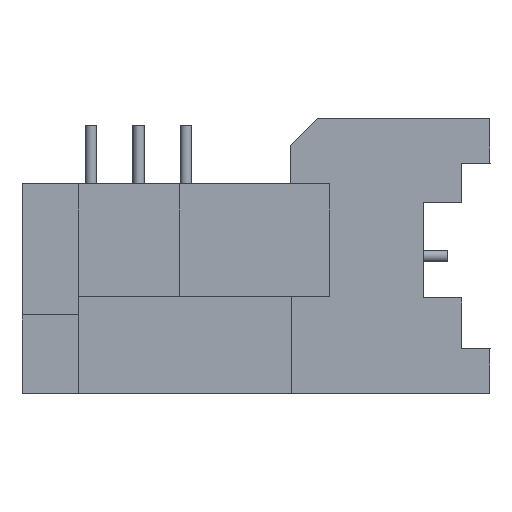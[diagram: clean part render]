
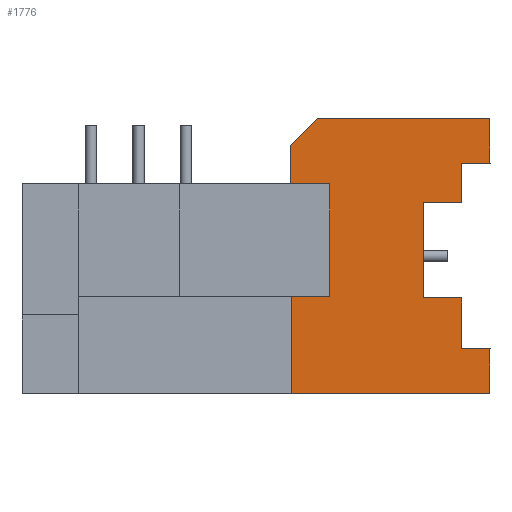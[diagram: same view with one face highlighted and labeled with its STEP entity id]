
A CAD part, left-side view. The second image highlights one B-rep face of the part: STEP entity #1776.
In plain terms, the highlighted planar face has unit normal (-1, 0, 0).
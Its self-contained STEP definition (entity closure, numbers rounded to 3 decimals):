
#1406=FACE_OUTER_BOUND('',#4163,.T.);
#1776=ADVANCED_FACE('',(#1406),#2063,.T.);
#2063=PLANE('',#8302);
#2400=LINE('',#11109,#3096);
#2410=LINE('',#11130,#3106);
#2413=LINE('',#11136,#3109);
#2587=LINE('',#11530,#3283);
#2706=LINE('',#11807,#3402);
#2708=LINE('',#11811,#3404);
#2709=LINE('',#11813,#3405);
#2711=LINE('',#11817,#3407);
#2712=LINE('',#11819,#3408);
#2713=LINE('',#11821,#3409);
#2714=LINE('',#11823,#3410);
#2715=LINE('',#11825,#3411);
#2716=LINE('',#11827,#3412);
#2717=LINE('',#11829,#3413);
#2718=LINE('',#11831,#3414);
#2719=LINE('',#11833,#3415);
#2720=LINE('',#11835,#3416);
#3096=VECTOR('',#9341,1.);
#3106=VECTOR('',#9353,1.);
#3109=VECTOR('',#9358,1.);
#3283=VECTOR('',#9702,1.);
#3402=VECTOR('',#9959,1.);
#3404=VECTOR('',#9963,1.);
#3405=VECTOR('',#9966,1.);
#3407=VECTOR('',#9970,1.);
#3408=VECTOR('',#9973,1.);
#3409=VECTOR('',#9974,1.);
#3410=VECTOR('',#9975,1.);
#3411=VECTOR('',#9976,1.);
#3412=VECTOR('',#9977,1.);
#3413=VECTOR('',#9978,1.);
#3414=VECTOR('',#9979,1.);
#3415=VECTOR('',#9980,1.);
#3416=VECTOR('',#9981,1.);
#4163=EDGE_LOOP('',(#5696,#5697,#5698,#5699,#5700,#5701,#5702,#5703,#5704,
#5705,#5706,#5707,#5708,#5709,#5710,#5711,#5712));
#5696=ORIENTED_EDGE('',*,*,#7354,.T.);
#5697=ORIENTED_EDGE('',*,*,#7210,.T.);
#5698=ORIENTED_EDGE('',*,*,#7355,.T.);
#5699=ORIENTED_EDGE('',*,*,#7356,.T.);
#5700=ORIENTED_EDGE('',*,*,#7357,.T.);
#5701=ORIENTED_EDGE('',*,*,#7358,.T.);
#5702=ORIENTED_EDGE('',*,*,#7359,.T.);
#5703=ORIENTED_EDGE('',*,*,#7360,.T.);
#5704=ORIENTED_EDGE('',*,*,#7361,.T.);
#5705=ORIENTED_EDGE('',*,*,#7362,.T.);
#5706=ORIENTED_EDGE('',*,*,#7363,.T.);
#5707=ORIENTED_EDGE('',*,*,#7003,.T.);
#5708=ORIENTED_EDGE('',*,*,#7013,.T.);
#5709=ORIENTED_EDGE('',*,*,#7016,.T.);
#5710=ORIENTED_EDGE('',*,*,#7349,.T.);
#5711=ORIENTED_EDGE('',*,*,#7351,.F.);
#5712=ORIENTED_EDGE('',*,*,#7352,.T.);
#6288=VERTEX_POINT('',#11110);
#6289=VERTEX_POINT('',#11111);
#6297=VERTEX_POINT('',#11129);
#6299=VERTEX_POINT('',#11135);
#6434=VERTEX_POINT('',#11529);
#6435=VERTEX_POINT('',#11531);
#6523=VERTEX_POINT('',#11806);
#6524=VERTEX_POINT('',#11810);
#6525=VERTEX_POINT('',#11814);
#6526=VERTEX_POINT('',#11820);
#6527=VERTEX_POINT('',#11822);
#6528=VERTEX_POINT('',#11824);
#6529=VERTEX_POINT('',#11826);
#6530=VERTEX_POINT('',#11828);
#6531=VERTEX_POINT('',#11830);
#6532=VERTEX_POINT('',#11832);
#6533=VERTEX_POINT('',#11834);
#7003=EDGE_CURVE('',#6288,#6289,#2400,.T.);
#7013=EDGE_CURVE('',#6289,#6297,#2410,.T.);
#7016=EDGE_CURVE('',#6297,#6299,#2413,.T.);
#7210=EDGE_CURVE('',#6435,#6434,#2587,.T.);
#7349=EDGE_CURVE('',#6299,#6523,#2706,.T.);
#7351=EDGE_CURVE('',#6524,#6523,#2708,.T.);
#7352=EDGE_CURVE('',#6524,#6525,#2709,.T.);
#7354=EDGE_CURVE('',#6525,#6435,#2711,.T.);
#7355=EDGE_CURVE('',#6434,#6526,#2712,.T.);
#7356=EDGE_CURVE('',#6526,#6527,#2713,.T.);
#7357=EDGE_CURVE('',#6527,#6528,#2714,.T.);
#7358=EDGE_CURVE('',#6528,#6529,#2715,.T.);
#7359=EDGE_CURVE('',#6529,#6530,#2716,.T.);
#7360=EDGE_CURVE('',#6530,#6531,#2717,.T.);
#7361=EDGE_CURVE('',#6531,#6532,#2718,.T.);
#7362=EDGE_CURVE('',#6532,#6533,#2719,.T.);
#7363=EDGE_CURVE('',#6533,#6288,#2720,.T.);
#8302=AXIS2_PLACEMENT_3D('',#11836,#9982,#9983);
#9341=DIRECTION('',(0.,1.,0.));
#9353=DIRECTION('',(0.,0.707,-0.707));
#9358=DIRECTION('',(0.,0.,-1.));
#9702=DIRECTION('',(0.,-1.,0.));
#9959=DIRECTION('',(0.,-1.,0.));
#9963=DIRECTION('',(0.,0.,1.));
#9966=DIRECTION('',(0.,1.,0.));
#9970=DIRECTION('',(0.,0.,-1.));
#9973=DIRECTION('',(0.,0.,1.));
#9974=DIRECTION('',(0.,1.,0.));
#9975=DIRECTION('',(0.,0.,1.));
#9976=DIRECTION('',(0.,1.,0.));
#9977=DIRECTION('',(0.,0.,1.));
#9978=DIRECTION('',(0.,-1.,0.));
#9979=DIRECTION('',(0.,0.,1.));
#9980=DIRECTION('',(0.,-1.,0.));
#9981=DIRECTION('',(0.,0.,1.));
#9982=DIRECTION('',(-1.,0.,0.));
#9983=DIRECTION('',(0.,-1.,0.));
#11109=CARTESIAN_POINT('',(-43.7,-8.35,7.35));
#11110=CARTESIAN_POINT('',(-43.7,-8.35,7.35));
#11111=CARTESIAN_POINT('',(-43.7,0.85,7.35));
#11129=CARTESIAN_POINT('',(-43.7,2.3,5.9));
#11130=CARTESIAN_POINT('',(-43.7,0.85,7.35));
#11135=CARTESIAN_POINT('',(-43.7,2.3,3.85));
#11136=CARTESIAN_POINT('',(-43.7,2.3,5.9));
#11529=CARTESIAN_POINT('',(-43.7,-8.35,-7.35));
#11530=CARTESIAN_POINT('',(-43.7,2.25,-7.35));
#11531=CARTESIAN_POINT('',(-43.7,2.25,-7.35));
#11806=CARTESIAN_POINT('',(-43.7,0.2,3.85));
#11807=CARTESIAN_POINT('',(-43.7,2.3,3.85));
#11810=CARTESIAN_POINT('',(-43.7,0.2,-2.15));
#11811=CARTESIAN_POINT('',(-43.7,0.2,-2.15));
#11813=CARTESIAN_POINT('',(-43.7,0.2,-2.15));
#11814=CARTESIAN_POINT('',(-43.7,2.25,-2.15));
#11817=CARTESIAN_POINT('',(-43.7,2.25,-2.15));
#11819=CARTESIAN_POINT('',(-43.7,-8.35,-7.35));
#11820=CARTESIAN_POINT('',(-43.7,-8.35,-4.95));
#11821=CARTESIAN_POINT('',(-43.7,-8.35,-4.95));
#11822=CARTESIAN_POINT('',(-43.7,-6.85,-4.95));
#11823=CARTESIAN_POINT('',(-43.7,-6.85,-4.95));
#11824=CARTESIAN_POINT('',(-43.7,-6.85,-2.24));
#11825=CARTESIAN_POINT('',(-43.7,-6.85,-2.24));
#11826=CARTESIAN_POINT('',(-43.7,-4.8,-2.24));
#11827=CARTESIAN_POINT('',(-43.7,-4.8,-2.24));
#11828=CARTESIAN_POINT('',(-43.7,-4.8,2.84));
#11829=CARTESIAN_POINT('',(-43.7,-4.8,2.84));
#11830=CARTESIAN_POINT('',(-43.7,-6.85,2.84));
#11831=CARTESIAN_POINT('',(-43.7,-6.85,2.84));
#11832=CARTESIAN_POINT('',(-43.7,-6.85,4.95));
#11833=CARTESIAN_POINT('',(-43.7,-6.85,4.95));
#11834=CARTESIAN_POINT('',(-43.7,-8.35,4.95));
#11835=CARTESIAN_POINT('',(-43.7,-8.35,4.95));
#11836=CARTESIAN_POINT('',(-43.7,7.08,-7.6));
